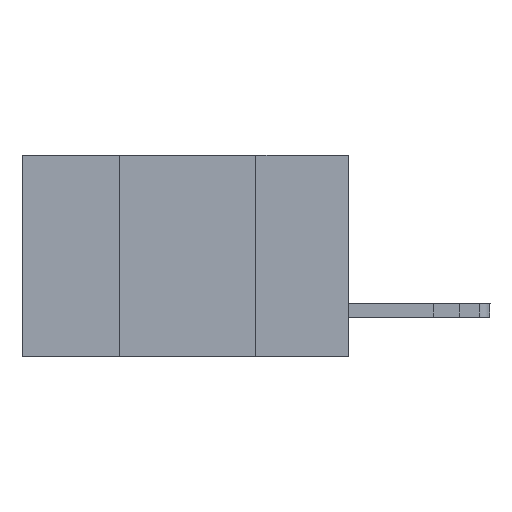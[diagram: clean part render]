
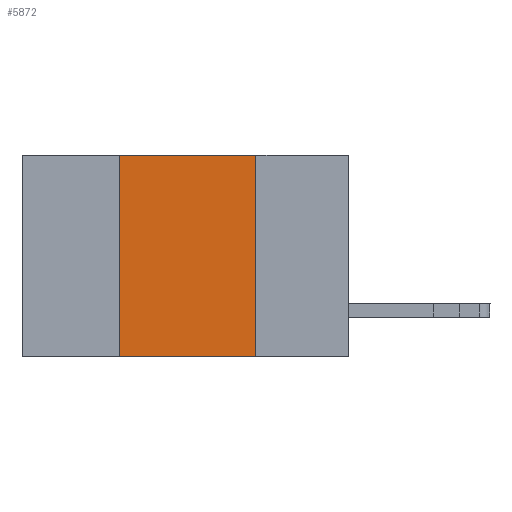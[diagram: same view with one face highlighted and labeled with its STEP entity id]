
A CAD part, left-side view. The second image highlights one B-rep face of the part: STEP entity #5872.
In plain terms, the highlighted planar face has unit normal (-1, 0, 0).
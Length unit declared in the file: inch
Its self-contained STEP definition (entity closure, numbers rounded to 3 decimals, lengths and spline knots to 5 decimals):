
#220 = VECTOR ( 'NONE', #9034, 39.37008 ) ;
#1163 = AXIS2_PLACEMENT_3D ( 'NONE', #14914, #4961, #15026 ) ;
#1516 = FACE_OUTER_BOUND ( 'NONE', #11649, .T. ) ;
#1626 = ORIENTED_EDGE ( 'NONE', *, *, #13906, .F. ) ;
#1866 = ORIENTED_EDGE ( 'NONE', *, *, #8067, .F. ) ;
#2223 = VECTOR ( 'NONE', #9610, 39.37008 ) ;
#2749 = ORIENTED_EDGE ( 'NONE', *, *, #12678, .F. ) ;
#3733 = PLANE ( 'NONE',  #1163 ) ;
#4961 = DIRECTION ( 'NONE',  ( 1., 0., 0. ) ) ;
#5040 = DIRECTION ( 'NONE',  ( 0., -1., 0. ) ) ;
#5273 = VERTEX_POINT ( 'NONE', #10983 ) ;
#5479 = CARTESIAN_POINT ( 'NONE',  ( 0., 0.42, 0. ) ) ;
#5833 = LINE ( 'NONE', #8077, #7577 ) ;
#5872 = ADVANCED_FACE ( 'NONE', ( #1516 ), #3733, .F. ) ;
#6376 = CARTESIAN_POINT ( 'NONE',  ( 0., 0.42, 0. ) ) ;
#6675 = DIRECTION ( 'NONE',  ( 0., -1., 0. ) ) ;
#6730 = LINE ( 'NONE', #6376, #220 ) ;
#7577 = VECTOR ( 'NONE', #6675, 39.37008 ) ;
#8067 = EDGE_CURVE ( 'NONE', #8646, #5273, #12025, .T. ) ;
#8077 = CARTESIAN_POINT ( 'NONE',  ( 0., 0.6, -0.37 ) ) ;
#8368 = CARTESIAN_POINT ( 'NONE',  ( 0., 0.17, 0. ) ) ;
#8646 = VERTEX_POINT ( 'NONE', #11980 ) ;
#9034 = DIRECTION ( 'NONE',  ( 0., 0., 1. ) ) ;
#9610 = DIRECTION ( 'NONE',  ( 0., 0., -1. ) ) ;
#10031 = CARTESIAN_POINT ( 'NONE',  ( 0., 0.42, -0.37 ) ) ;
#10195 = EDGE_CURVE ( 'NONE', #15136, #5273, #5833, .T. ) ;
#10521 = VERTEX_POINT ( 'NONE', #5479 ) ;
#10983 = CARTESIAN_POINT ( 'NONE',  ( 0., 0.17, -0.37 ) ) ;
#11161 = VECTOR ( 'NONE', #5040, 39.37008 ) ;
#11649 = EDGE_LOOP ( 'NONE', ( #1866, #1626, #2749, #15499 ) ) ;
#11980 = CARTESIAN_POINT ( 'NONE',  ( 0., 0.17, 0. ) ) ;
#12025 = LINE ( 'NONE', #8368, #2223 ) ;
#12678 = EDGE_CURVE ( 'NONE', #15136, #10521, #6730, .T. ) ;
#13807 = CARTESIAN_POINT ( 'NONE',  ( 0., 0.6, 0. ) ) ;
#13855 = LINE ( 'NONE', #13807, #11161 ) ;
#13906 = EDGE_CURVE ( 'NONE', #10521, #8646, #13855, .T. ) ;
#14914 = CARTESIAN_POINT ( 'NONE',  ( 0., 0.6, 0. ) ) ;
#15026 = DIRECTION ( 'NONE',  ( 0., 0., -1. ) ) ;
#15136 = VERTEX_POINT ( 'NONE', #10031 ) ;
#15499 = ORIENTED_EDGE ( 'NONE', *, *, #10195, .T. ) ;
